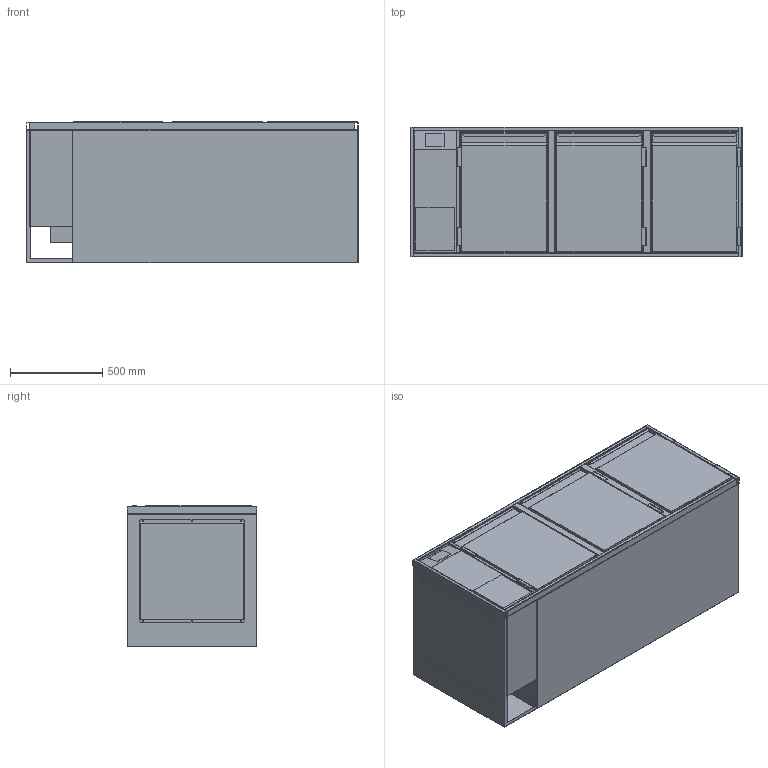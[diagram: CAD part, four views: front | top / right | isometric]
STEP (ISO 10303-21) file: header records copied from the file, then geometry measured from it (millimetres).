
FILE_DESCRIPTION (( 'STEP AP203' ), '1' );
FILE_NAME ('G-BKE-3-70-L-3T.step', '2024-02-26T13:30:16', ( '' ), ( '' ), 'SwSTEP 2.0', 'SolidWorks 2023', '' );
FILE_SCHEMA (( 'CONFIG_CONTROL_DESIGN' ));
Length unit declared in the file: millimetre
Products named in the file (10): G-BKE-3-70-L-3T; 18-06-35404_TUER-460-645-R; 18-06-35404_TUER-460-645-L; 20-03-43318_G-KT-Rahmen-Tür-475-700; 20-03-43319_G-BK-Einbauelement-Tür-475-760-700-L; 24-02-55012_G-KT-Korpus-1545-760-700-L; 20-03-43319_G-BK-Einbauelement-Tür-475-760-700-R; 20-03-43331_G-KT-Auflage-475-760-ohne-Rost; 21-01-47565_G-KT-FRR-700-1795--1545B-250; 24-02-55011_G-KT-Fach-S-L-250-760-700
Assembly tree (20 placements, depth 3):
  G-BKE-3-70-L-3T
    24-02-55012_G-KT-Korpus-1545-760-700-L
    21-01-47565_G-KT-FRR-700-1795--1545B-250
    24-02-55011_G-KT-Fach-S-L-250-760-700
    20-03-43319_G-BK-Einbauelement-Tür-475-760-700-L
      20-03-43318_G-KT-Rahmen-Tür-475-700
      18-06-35404_TUER-460-645-L
      20-03-43331_G-KT-Auflage-475-760-ohne-Rost  x5
    20-03-43319_G-BK-Einbauelement-Tür-475-760-700-R  x2
      20-03-43318_G-KT-Rahmen-Tür-475-700
      18-06-35404_TUER-460-645-R
      20-03-43331_G-KT-Auflage-475-760-ohne-Rost
Bounding box: 1796 x 700 x 767.5 mm (x, y, z)
Volume: 38221976.1 mm3; surface area: 19363909.6 mm2
Topology: 39 solids, 46 shells, 1254 faces, 2937 edges, 1750 vertices
Faces by surface type: plane 762, cylinder 377, torus 48, sphere 46, bspline 21
Entity records: 19996 total; most frequent: CARTESIAN_POINT 3710, DIRECTION 3188, ORIENTED_EDGE 3036, EDGE_CURVE 1520, AXIS2_PLACEMENT_3D 1098, LINE 992, VECTOR 992, VERTEX_POINT 936
